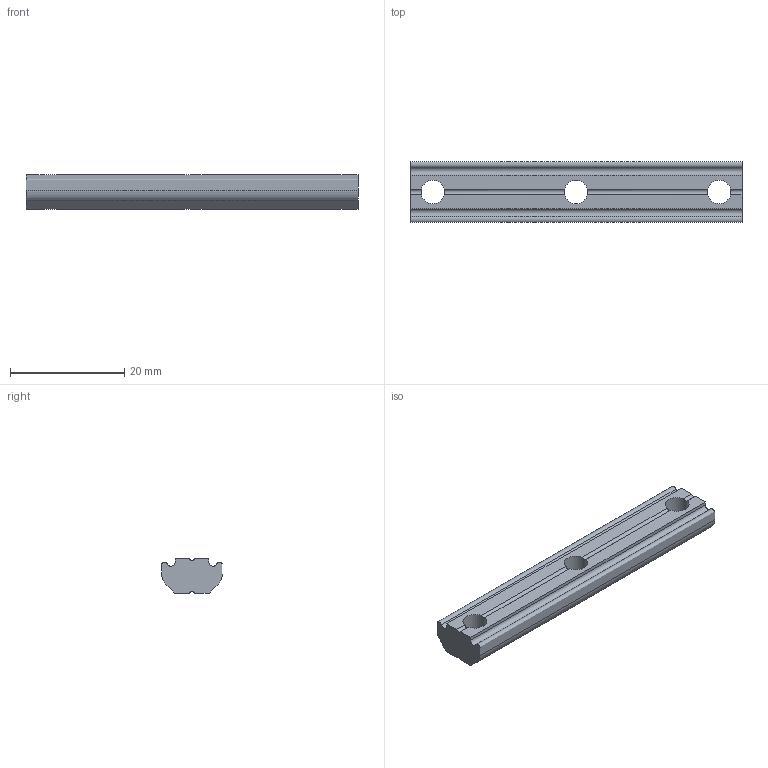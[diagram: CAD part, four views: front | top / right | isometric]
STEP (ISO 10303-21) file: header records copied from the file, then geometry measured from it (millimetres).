
FILE_DESCRIPTION( ( 'Unknown' ), '1' );
FILE_NAME( 'CA.GWP.5.25.3.stp', 'Unknown', ( 'Unknown' ), ( 'Unknown' ), 'PSStep 13.0', 'Unknown', ' ' );
FILE_SCHEMA( ( 'AUTOMOTIVE_DESIGN { 1 0 10303 214 1 1 1 1 }' ) );
Length unit declared in the file: millimetre
Products named in the file (1): 1
Bounding box: 58 x 10.6 x 6 mm (x, y, z)
Volume: 2845.6 mm3; surface area: 2093 mm2
Topology: 1 solids, 1 shells, 30 faces, 96 edges, 62 vertices
Faces by surface type: cylinder 17, plane 13
Full cylindrical faces by diameter (mm): 4.134 x3
Entity records: 1181 total; most frequent: CARTESIAN_POINT 294, ORIENTED_EDGE 186, DIRECTION 171, EDGE_CURVE 93, VERTEX_POINT 62, AXIS2_PLACEMENT_3D 59, LINE 53, VECTOR 53
